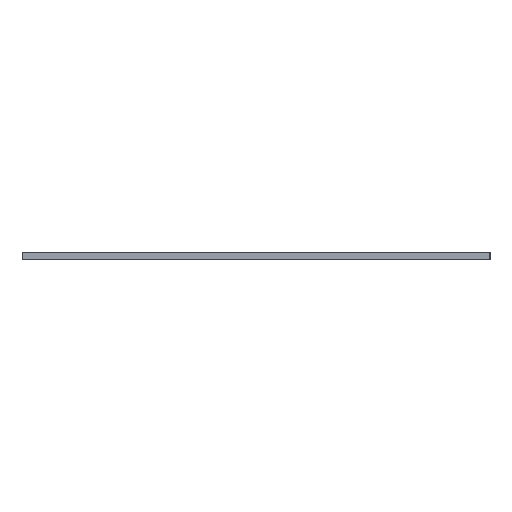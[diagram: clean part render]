
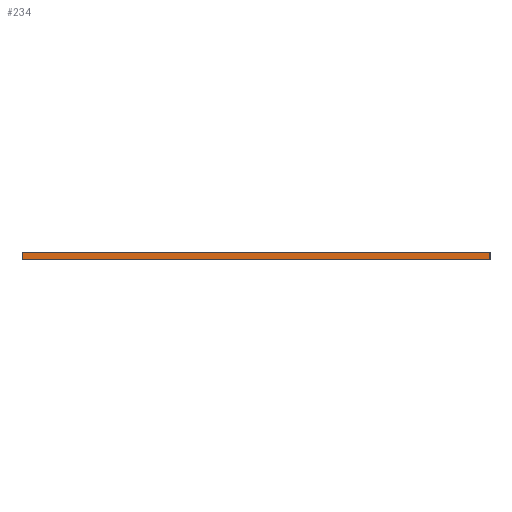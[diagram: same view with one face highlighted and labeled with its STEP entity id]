
A CAD part, top view. The second image highlights one B-rep face of the part: STEP entity #234.
In plain terms, the highlighted planar face has unit normal (0, 0, 1).
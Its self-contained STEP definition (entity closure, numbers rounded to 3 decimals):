
#8 = VECTOR ( 'NONE', #513, 1000. ) ;
#23 = EDGE_CURVE ( 'NONE', #237, #1201, #1124, .T. ) ;
#38 = EDGE_LOOP ( 'NONE', ( #179, #773, #665, #1134 ) ) ;
#143 = LINE ( 'NONE', #632, #956 ) ;
#156 = EDGE_CURVE ( 'NONE', #448, #1201, #1096, .T. ) ;
#179 = ORIENTED_EDGE ( 'NONE', *, *, #156, .T. ) ;
#234 = ADVANCED_FACE ( 'NONE', ( #508 ), #915, .F. ) ;
#237 = VERTEX_POINT ( 'NONE', #1208 ) ;
#270 = EDGE_CURVE ( 'NONE', #1146, #237, #723, .T. ) ;
#411 = CARTESIAN_POINT ( 'NONE',  ( 141.5, 0., 127.5 ) ) ;
#433 = DIRECTION ( 'NONE',  ( 0., -1., 0. ) ) ;
#448 = VERTEX_POINT ( 'NONE', #474 ) ;
#474 = CARTESIAN_POINT ( 'NONE',  ( 8.5, 0., 127.5 ) ) ;
#487 = DIRECTION ( 'NONE',  ( 0., -1., 0. ) ) ;
#502 = DIRECTION ( 'NONE',  ( -1., 0., 0. ) ) ;
#508 = FACE_OUTER_BOUND ( 'NONE', #38, .T. ) ;
#513 = DIRECTION ( 'NONE',  ( 1., 0., 0. ) ) ;
#609 = CARTESIAN_POINT ( 'NONE',  ( 141.5, 2., 127.5 ) ) ;
#632 = CARTESIAN_POINT ( 'NONE',  ( 8.5, 2., 127.5 ) ) ;
#665 = ORIENTED_EDGE ( 'NONE', *, *, #270, .F. ) ;
#723 = LINE ( 'NONE', #1148, #866 ) ;
#747 = DIRECTION ( 'NONE',  ( 1., 0., 0. ) ) ;
#761 = VECTOR ( 'NONE', #487, 1000. ) ;
#773 = ORIENTED_EDGE ( 'NONE', *, *, #23, .F. ) ;
#825 = AXIS2_PLACEMENT_3D ( 'NONE', #997, #1298, #502 ) ;
#828 = EDGE_CURVE ( 'NONE', #1146, #448, #143, .T. ) ;
#866 = VECTOR ( 'NONE', #747, 1000. ) ;
#915 = PLANE ( 'NONE',  #825 ) ;
#956 = VECTOR ( 'NONE', #433, 1000. ) ;
#997 = CARTESIAN_POINT ( 'NONE',  ( 8.5, 2., 127.5 ) ) ;
#1018 = CARTESIAN_POINT ( 'NONE',  ( 8.5, 0., 127.5 ) ) ;
#1096 = LINE ( 'NONE', #1018, #8 ) ;
#1107 = CARTESIAN_POINT ( 'NONE',  ( 8.5, 2., 127.5 ) ) ;
#1124 = LINE ( 'NONE', #609, #761 ) ;
#1134 = ORIENTED_EDGE ( 'NONE', *, *, #828, .T. ) ;
#1146 = VERTEX_POINT ( 'NONE', #1107 ) ;
#1148 = CARTESIAN_POINT ( 'NONE',  ( 8.5, 2., 127.5 ) ) ;
#1201 = VERTEX_POINT ( 'NONE', #411 ) ;
#1208 = CARTESIAN_POINT ( 'NONE',  ( 141.5, 2., 127.5 ) ) ;
#1298 = DIRECTION ( 'NONE',  ( 0., 0., -1. ) ) ;
